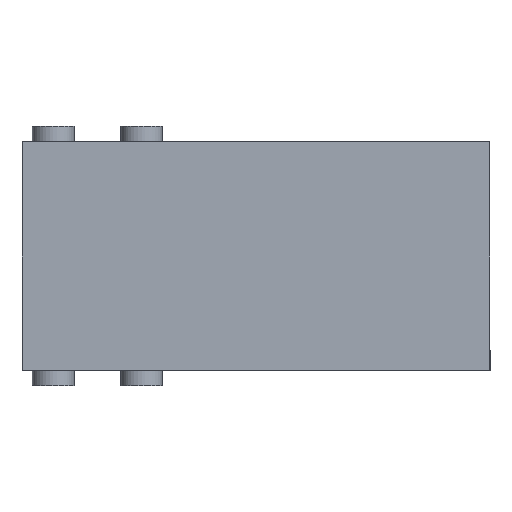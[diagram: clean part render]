
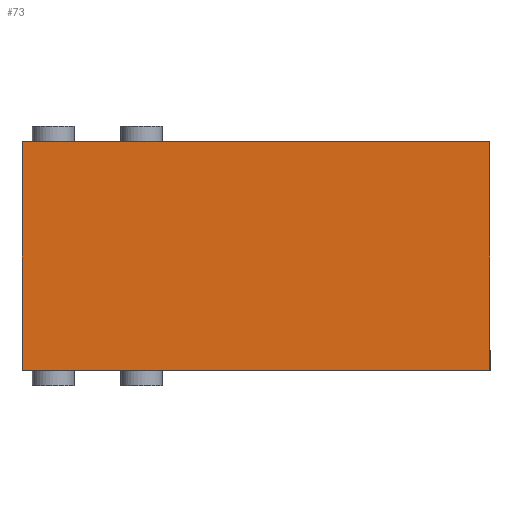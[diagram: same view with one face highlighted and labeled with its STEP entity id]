
A CAD part, front view. The second image highlights one B-rep face of the part: STEP entity #73.
In plain terms, the highlighted planar face has unit normal (0, -1, 0).
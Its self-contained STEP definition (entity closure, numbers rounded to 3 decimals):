
#57=FACE_OUTER_BOUND('',#147,.T.);
#73=ADVANCED_FACE('',(#57),#100,.T.);
#100=PLANE('',#455);
#147=EDGE_LOOP('',(#225,#226,#227,#228));
#225=ORIENTED_EDGE('',*,*,#355,.T.);
#226=ORIENTED_EDGE('',*,*,#361,.T.);
#227=ORIENTED_EDGE('',*,*,#362,.F.);
#228=ORIENTED_EDGE('',*,*,#358,.F.);
#314=VERTEX_POINT('',#643);
#316=VERTEX_POINT('',#647);
#319=VERTEX_POINT('',#655);
#321=VERTEX_POINT('',#661);
#355=EDGE_CURVE('',#314,#316,#399,.T.);
#358=EDGE_CURVE('',#314,#319,#400,.T.);
#361=EDGE_CURVE('',#316,#321,#403,.T.);
#362=EDGE_CURVE('',#319,#321,#404,.T.);
#399=LINE('',#648,#425);
#400=LINE('',#654,#426);
#403=LINE('',#660,#429);
#404=LINE('',#662,#430);
#425=VECTOR('',#514,1.);
#426=VECTOR('',#521,1.);
#429=VECTOR('',#526,1.);
#430=VECTOR('',#527,1.);
#455=AXIS2_PLACEMENT_3D('',#663,#528,#529);
#514=DIRECTION('',(0.,0.,-1.));
#521=DIRECTION('',(1.,0.,0.));
#526=DIRECTION('',(1.,0.,0.));
#527=DIRECTION('',(0.,0.,-1.));
#528=DIRECTION('',(0.,-1.,0.));
#529=DIRECTION('',(0.,0.,-1.));
#643=CARTESIAN_POINT('',(-24.5,-16.5,22.));
#647=CARTESIAN_POINT('',(-24.5,-16.5,-22.));
#648=CARTESIAN_POINT('',(-24.5,-16.5,22.));
#654=CARTESIAN_POINT('',(-33.5,-16.5,22.));
#655=CARTESIAN_POINT('',(65.5,-16.5,22.));
#660=CARTESIAN_POINT('',(-33.5,-16.5,-22.));
#661=CARTESIAN_POINT('',(65.5,-16.5,-22.));
#662=CARTESIAN_POINT('',(65.5,-16.5,22.));
#663=CARTESIAN_POINT('',(-33.5,-16.5,22.));
